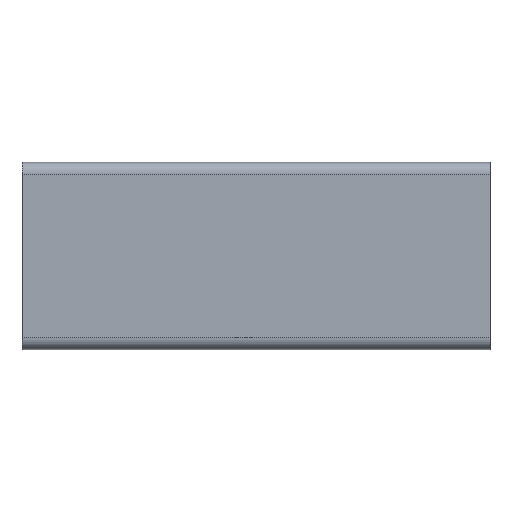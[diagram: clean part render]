
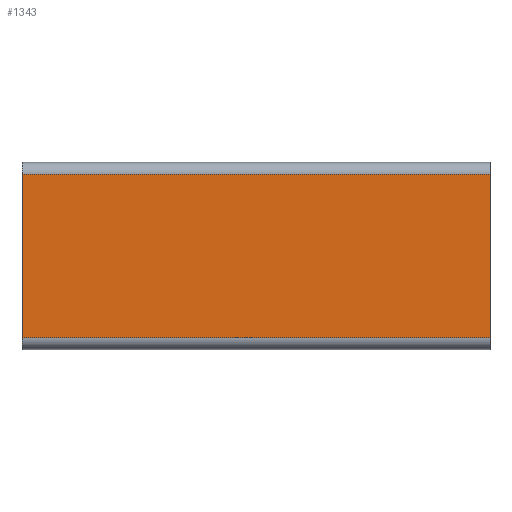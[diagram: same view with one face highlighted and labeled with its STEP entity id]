
A CAD part, front view. The second image highlights one B-rep face of the part: STEP entity #1343.
In plain terms, the highlighted planar face has unit normal (0, -1, 0).
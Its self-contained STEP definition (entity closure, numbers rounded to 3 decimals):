
#347 = VECTOR ( 'NONE', #3661, 1000. ) ;
#349 = VECTOR ( 'NONE', #3667, 1000. ) ;
#352 = VECTOR ( 'NONE', #3670, 1000. ) ;
#401 = VECTOR ( 'NONE', #2289, 1000. ) ;
#506 = FACE_OUTER_BOUND ( 'NONE', #3873, .T. ) ;
#507 = CARTESIAN_POINT ( 'NONE',  ( 100., -20., 17.5 ) ) ;
#509 = DIRECTION ( 'NONE',  ( 0., 1., 0. ) ) ;
#510 = DIRECTION ( 'NONE',  ( 0., 0., 1. ) ) ;
#1343 = ADVANCED_FACE ( 'NONE', ( #506 ), #1852, .F. ) ;
#1740 = EDGE_CURVE ( 'NONE', #2018, #1980, #3633, .T. ) ;
#1742 = EDGE_CURVE ( 'NONE', #1970, #1980, #3663, .T. ) ;
#1743 = EDGE_CURVE ( 'NONE', #1904, #1970, #3668, .T. ) ;
#1781 = EDGE_CURVE ( 'NONE', #1904, #2018, #2278, .T. ) ;
#1852 = PLANE ( 'NONE',  #3774 ) ;
#1904 = VERTEX_POINT ( 'NONE', #2518 ) ;
#1970 = VERTEX_POINT ( 'NONE', #2565 ) ;
#1980 = VERTEX_POINT ( 'NONE', #2573 ) ;
#2018 = VERTEX_POINT ( 'NONE', #2601 ) ;
#2278 = LINE ( 'NONE', #2279, #401 ) ;
#2279 = CARTESIAN_POINT ( 'NONE',  ( 100., -20., 17.5 ) ) ;
#2289 = DIRECTION ( 'NONE',  ( -1., 0., 0. ) ) ;
#2518 = CARTESIAN_POINT ( 'NONE',  ( 100., -20., 17.5 ) ) ;
#2565 = CARTESIAN_POINT ( 'NONE',  ( 100., -20., -17.5 ) ) ;
#2573 = CARTESIAN_POINT ( 'NONE',  ( 0., -20., -17.5 ) ) ;
#2601 = CARTESIAN_POINT ( 'NONE',  ( 0., -20., 17.5 ) ) ;
#3633 = LINE ( 'NONE', #3634, #347 ) ;
#3634 = CARTESIAN_POINT ( 'NONE',  ( 0., -20., 17.5 ) ) ;
#3660 = CARTESIAN_POINT ( 'NONE',  ( 100., -20., -17.5 ) ) ;
#3661 = DIRECTION ( 'NONE',  ( 0., 0., -1. ) ) ;
#3663 = LINE ( 'NONE', #3660, #349 ) ;
#3667 = DIRECTION ( 'NONE',  ( -1., 0., 0. ) ) ;
#3668 = LINE ( 'NONE', #3669, #352 ) ;
#3669 = CARTESIAN_POINT ( 'NONE',  ( 100., -20., 17.5 ) ) ;
#3670 = DIRECTION ( 'NONE',  ( 0., 0., -1. ) ) ;
#3774 = AXIS2_PLACEMENT_3D ( 'NONE', #507, #509, #510 ) ;
#3873 = EDGE_LOOP ( 'NONE', ( #4033, #4032, #4031, #4030 ) ) ;
#4030 = ORIENTED_EDGE ( 'NONE', *, *, #1781, .T. ) ;
#4031 = ORIENTED_EDGE ( 'NONE', *, *, #1743, .F. ) ;
#4032 = ORIENTED_EDGE ( 'NONE', *, *, #1742, .F. ) ;
#4033 = ORIENTED_EDGE ( 'NONE', *, *, #1740, .T. ) ;
